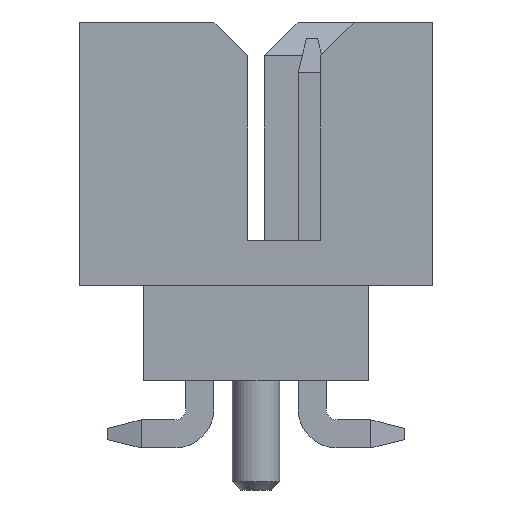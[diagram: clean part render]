
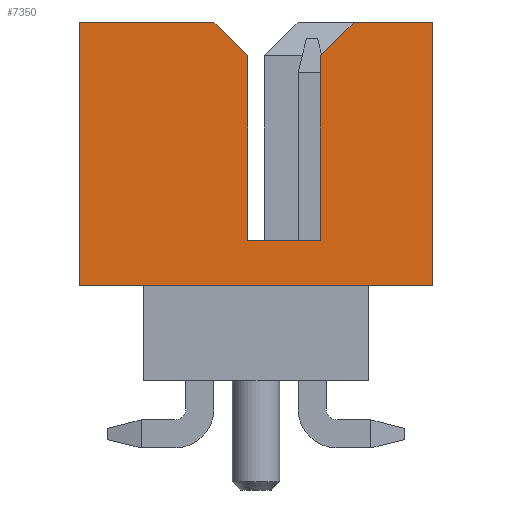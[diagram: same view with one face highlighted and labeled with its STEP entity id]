
A CAD part, left-side view. The second image highlights one B-rep face of the part: STEP entity #7350.
In plain terms, the highlighted planar face has unit normal (-1, 0, 0).
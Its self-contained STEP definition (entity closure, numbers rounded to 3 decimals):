
#466=FACE_OUTER_BOUND('',#901,.T.);
#901=EDGE_LOOP('',(#5915,#5916,#5917,#5918,#5919,#5920,#5921,#5922,#5923,
#5924));
#1645=LINE('',#11335,#2603);
#1649=LINE('',#11344,#2607);
#1650=LINE('',#11345,#2608);
#1651=LINE('',#11347,#2609);
#1652=LINE('',#11349,#2610);
#1653=LINE('',#11351,#2611);
#1654=LINE('',#11353,#2612);
#1655=LINE('',#11355,#2613);
#1656=LINE('',#11357,#2614);
#1657=LINE('',#11358,#2615);
#2603=VECTOR('',#9322,4.7);
#2607=VECTOR('',#9328,0.849);
#2608=VECTOR('',#9329,2.4);
#2609=VECTOR('',#9330,6.3);
#2610=VECTOR('',#9331,4.7);
#2611=VECTOR('',#9332,1.4);
#2612=VECTOR('',#9333,0.849);
#2613=VECTOR('',#9334,3.3);
#2614=VECTOR('',#9335,1.3);
#2615=VECTOR('',#9336,3.3);
#3373=VERTEX_POINT('',#11333);
#3374=VERTEX_POINT('',#11334);
#3377=VERTEX_POINT('',#11342);
#3378=VERTEX_POINT('',#11343);
#3379=VERTEX_POINT('',#11346);
#3380=VERTEX_POINT('',#11348);
#3381=VERTEX_POINT('',#11350);
#3382=VERTEX_POINT('',#11352);
#3383=VERTEX_POINT('',#11354);
#3384=VERTEX_POINT('',#11356);
#4261=EDGE_CURVE('',#3373,#3374,#1645,.T.);
#4265=EDGE_CURVE('',#3377,#3378,#1649,.T.);
#4266=EDGE_CURVE('',#3373,#3378,#1650,.T.);
#4267=EDGE_CURVE('',#3374,#3379,#1651,.T.);
#4268=EDGE_CURVE('',#3380,#3379,#1652,.T.);
#4269=EDGE_CURVE('',#3381,#3380,#1653,.T.);
#4270=EDGE_CURVE('',#3381,#3382,#1654,.T.);
#4271=EDGE_CURVE('',#3382,#3383,#1655,.T.);
#4272=EDGE_CURVE('',#3383,#3384,#1656,.T.);
#4273=EDGE_CURVE('',#3377,#3384,#1657,.T.);
#5915=ORIENTED_EDGE('',*,*,#4265,.T.);
#5916=ORIENTED_EDGE('',*,*,#4266,.F.);
#5917=ORIENTED_EDGE('',*,*,#4261,.T.);
#5918=ORIENTED_EDGE('',*,*,#4267,.T.);
#5919=ORIENTED_EDGE('',*,*,#4268,.F.);
#5920=ORIENTED_EDGE('',*,*,#4269,.F.);
#5921=ORIENTED_EDGE('',*,*,#4270,.T.);
#5922=ORIENTED_EDGE('',*,*,#4271,.T.);
#5923=ORIENTED_EDGE('',*,*,#4272,.T.);
#5924=ORIENTED_EDGE('',*,*,#4273,.F.);
#6921=PLANE('',#7863);
#7350=ADVANCED_FACE('',(#466),#6921,.T.);
#7863=AXIS2_PLACEMENT_3D('',#11341,#9326,#9327);
#9322=DIRECTION('',(0.,0.,-1.));
#9326=DIRECTION('center_axis',(-1.,0.,0.));
#9327=DIRECTION('ref_axis',(0.,0.,-1.));
#9328=DIRECTION('',(0.,0.707,0.707));
#9329=DIRECTION('',(0.,-1.,0.));
#9330=DIRECTION('',(0.,-1.,0.));
#9331=DIRECTION('',(0.,0.,-1.));
#9332=DIRECTION('',(0.,-1.,0.));
#9333=DIRECTION('',(0.,0.707,-0.707));
#9334=DIRECTION('',(0.,0.,-1.));
#9335=DIRECTION('',(0.,1.,0.));
#9336=DIRECTION('',(0.,0.,-1.));
#11333=CARTESIAN_POINT('',(-7.325,3.15,7.6));
#11334=CARTESIAN_POINT('',(-7.325,3.15,2.9));
#11335=CARTESIAN_POINT('',(-7.325,3.15,7.6));
#11341=CARTESIAN_POINT('Origin',(-7.325,3.15,7.6));
#11342=CARTESIAN_POINT('',(-7.325,0.15,7.));
#11343=CARTESIAN_POINT('',(-7.325,0.75,7.6));
#11344=CARTESIAN_POINT('',(-7.325,0.15,7.));
#11345=CARTESIAN_POINT('',(-7.325,3.15,7.6));
#11346=CARTESIAN_POINT('',(-7.325,-3.15,2.9));
#11347=CARTESIAN_POINT('',(-7.325,3.15,2.9));
#11348=CARTESIAN_POINT('',(-7.325,-3.15,7.6));
#11349=CARTESIAN_POINT('',(-7.325,-3.15,7.6));
#11350=CARTESIAN_POINT('',(-7.325,-1.75,7.6));
#11351=CARTESIAN_POINT('',(-7.325,-1.75,7.6));
#11352=CARTESIAN_POINT('',(-7.325,-1.15,7.));
#11353=CARTESIAN_POINT('',(-7.325,-1.75,7.6));
#11354=CARTESIAN_POINT('',(-7.325,-1.15,3.7));
#11355=CARTESIAN_POINT('',(-7.325,-1.15,7.));
#11356=CARTESIAN_POINT('',(-7.325,0.15,3.7));
#11357=CARTESIAN_POINT('',(-7.325,-1.15,3.7));
#11358=CARTESIAN_POINT('',(-7.325,0.15,7.));
